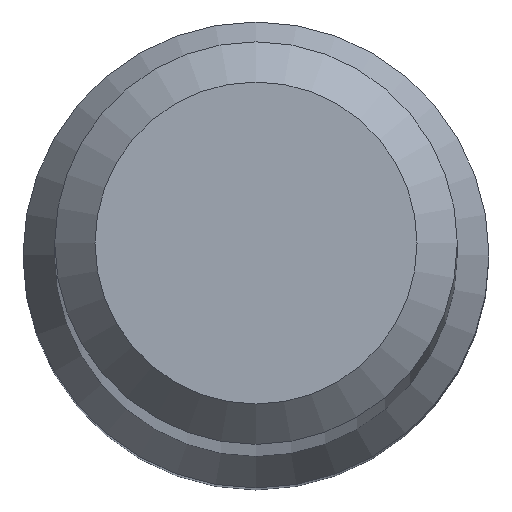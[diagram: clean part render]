
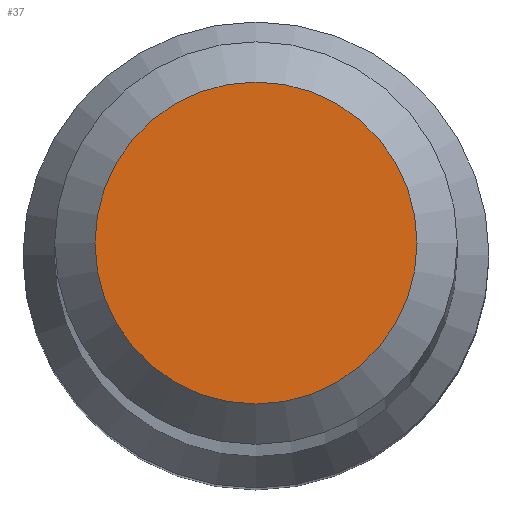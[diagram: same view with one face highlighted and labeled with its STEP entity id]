
A CAD part, top view. The second image highlights one B-rep face of the part: STEP entity #37.
In plain terms, the highlighted planar face has unit normal (0, 0, 1).
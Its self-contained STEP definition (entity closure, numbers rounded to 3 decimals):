
#3 = CIRCLE ( 'NONE', #101, 1.6 ) ;
#23 = DIRECTION ( 'NONE',  ( 0., 0., -1. ) ) ;
#37 = ADVANCED_FACE ( 'NONE', ( #72 ), #147, .F. ) ;
#52 = CARTESIAN_POINT ( 'NONE',  ( 0., 0., 80. ) ) ;
#60 = DIRECTION ( 'NONE',  ( 0., 1., 0. ) ) ;
#72 = FACE_OUTER_BOUND ( 'NONE', #224, .T. ) ;
#86 = ORIENTED_EDGE ( 'NONE', *, *, #113, .F. ) ;
#101 = AXIS2_PLACEMENT_3D ( 'NONE', #190, #23, #134 ) ;
#113 = EDGE_CURVE ( 'NONE', #141, #141, #3, .T. ) ;
#134 = DIRECTION ( 'NONE',  ( 0., 1., 0. ) ) ;
#141 = VERTEX_POINT ( 'NONE', #235 ) ;
#147 = PLANE ( 'NONE',  #236 ) ;
#189 = DIRECTION ( 'NONE',  ( 0., 0., -1. ) ) ;
#190 = CARTESIAN_POINT ( 'NONE',  ( 0., 0., 80. ) ) ;
#224 = EDGE_LOOP ( 'NONE', ( #86 ) ) ;
#235 = CARTESIAN_POINT ( 'NONE',  ( 0., 1.6, 80. ) ) ;
#236 = AXIS2_PLACEMENT_3D ( 'NONE', #52, #189, #60 ) ;
